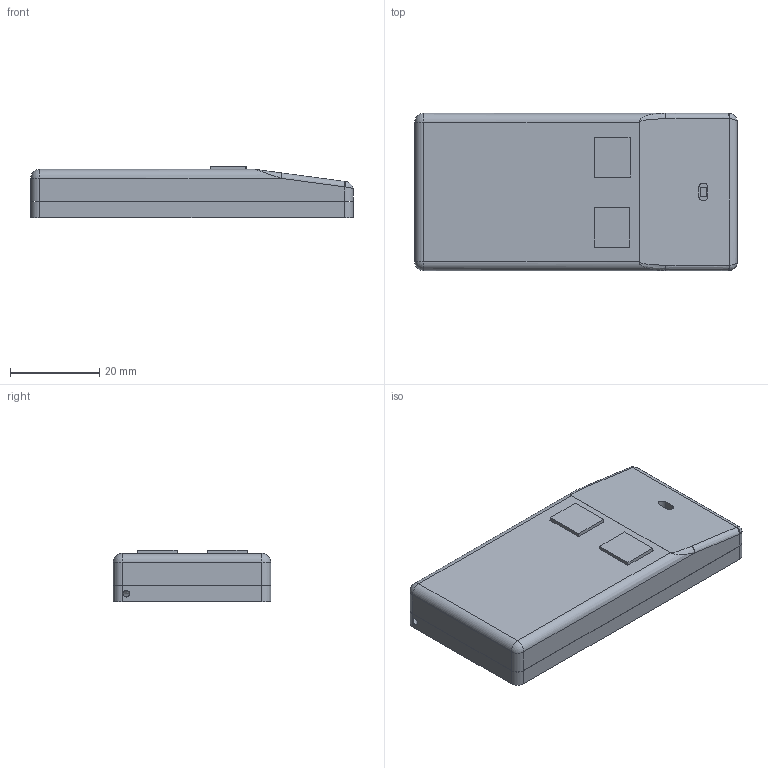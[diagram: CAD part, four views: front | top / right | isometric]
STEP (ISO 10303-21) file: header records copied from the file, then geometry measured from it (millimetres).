
FILE_DESCRIPTION(('FreeCAD Model'),'2;1');
FILE_NAME('Open CASCADE Shape Model','2025-05-04T13:19:42',('FreeCAD'),( 'FreeCAD'),'Open CASCADE STEP processor 7.6','FreeCAD','Unknown');
FILE_SCHEMA(('AUTOMOTIVE_DESIGN { 1 0 10303 214 1 1 1 1 }'));
Length unit declared in the file: millimetre
Products named in the file (1): Open CASCADE STEP translator 7.6 1
Bounding box: 72.2 x 35.2 x 11.5 mm (x, y, z)
Volume: 14078.6 mm3; surface area: 20016.3 mm2
Topology: 5 solids, 5 shells, 204 faces, 530 edges, 346 vertices
Faces by surface type: plane 173, cylinder 20, bspline 9, sphere 2
Full cylindrical faces by diameter (mm): 2 x2, 2.2 x2
Entity records: 6660 total; most frequent: CARTESIAN_POINT 1736, ORIENTED_EDGE 1052, DIRECTION 917, EDGE_CURVE 526, LINE 457, VECTOR 457, VERTEX_POINT 346, AXIS2_PLACEMENT_3D 230
